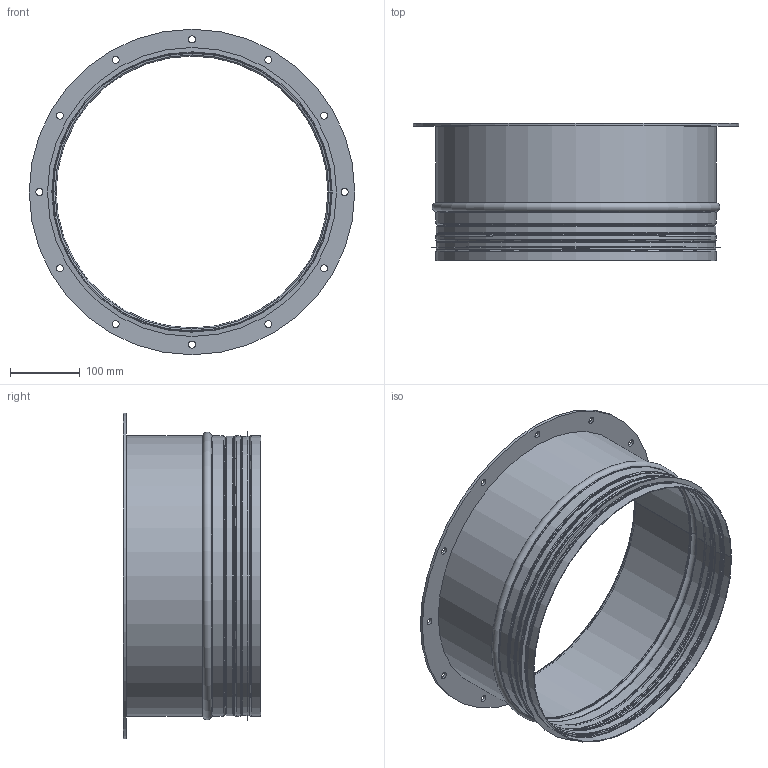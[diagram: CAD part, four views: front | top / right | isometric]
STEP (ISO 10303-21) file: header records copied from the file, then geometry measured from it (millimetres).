
FILE_DESCRIPTION(/* description */ ('Rörämne imkanal'),/* implementation_level */ '2;1');
FILE_NAME(/* name */ 'HSKFH-06.stp',/* time_stamp */ '2015-07-10T13:23:47+02:00',/* author */ ('John'),/* organization */ (''),/* preprocessor_version */ 'ST-DEVELOPER v15.6',/* originating_system */ 'Autodesk Inventor 2015',/* authorisation */ '');
FILE_SCHEMA (('AUTOMOTIVE_DESIGN { 1 0 10303 214 3 1 1 }'));
Length unit declared in the file: millimetre
Products named in the file (5): HSKFH-AA-06; HIK-AA-7; HIK-AB-7; HFSH-400; HSKFH-06
Assembly tree (4 placements, depth 2):
  HSKFH-06
    HSKFH-AA-06
    HIK-AA-7
    HIK-AB-7
    HFSH-400
Bounding box: 467 x 197 x 467 mm (x, y, z)
Volume: 494787.9 mm3; surface area: 706949.1 mm2
Topology: 4 solids, 4 shells, 120 faces, 246 edges, 134 vertices
Faces by surface type: plane 50, cylinder 32, torus 28, cone 10
Full cylindrical faces by diameter (mm): 10 x12, 397 x2, 400.6 x2, 401.6 x1, 402.5 x1, 414.6 x1, 467 x1
Entity records: 3249 total; most frequent: DIRECTION 610, CARTESIAN_POINT 481, ORIENTED_EDGE 436, AXIS2_PLACEMENT_3D 263, EDGE_CURVE 218, EDGE_LOOP 178, CIRCLE 134, VERTEX_POINT 134
